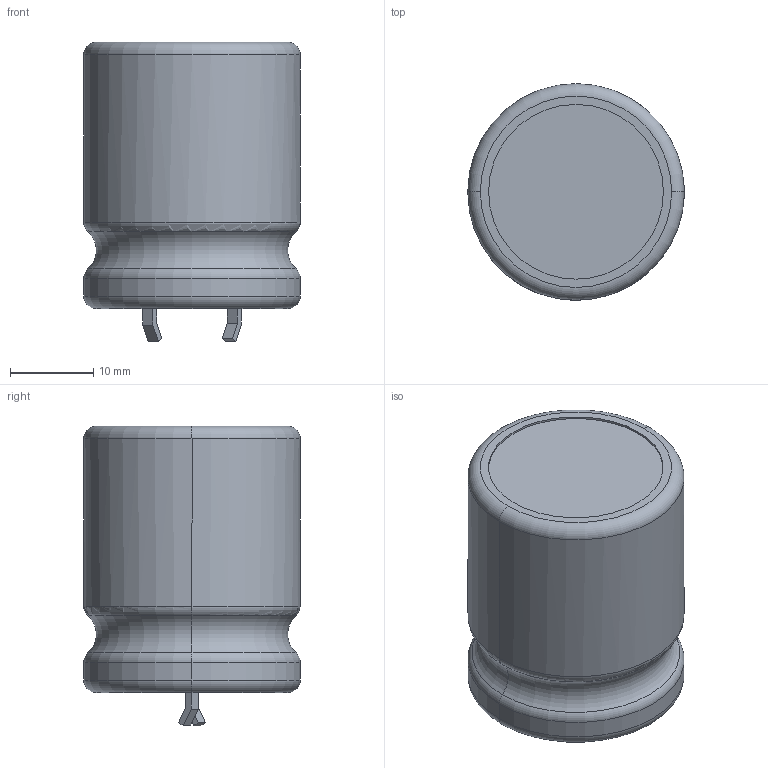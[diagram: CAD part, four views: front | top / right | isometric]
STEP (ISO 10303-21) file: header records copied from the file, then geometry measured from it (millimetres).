
FILE_DESCRIPTION((''),'2;1');
FILE_NAME('CAPPR1000-2600X3200.stp','2012-11-07T11:39:08',(''),(''),'Mechanical Desktop 2011','Mechanical Desktop 2011',', , ');
FILE_SCHEMA(('AUTOMOTIVE_DESIGN { 1 2 10303 214 1 1 1 1 }'));
Length unit declared in the file: millimetre
Products named in the file (1): Product
Bounding box: 26 x 26 x 36 mm (x, y, z)
Volume: 16307.3 mm3; surface area: 5208.8 mm2
Topology: 8 solids, 8 shells, 79 faces, 172 edges, 111 vertices
Faces by surface type: plane 40, cylinder 21, torus 10, bspline 8
Entity records: 2231 total; most frequent: DIRECTION 390, CARTESIAN_POINT 387, ORIENTED_EDGE 344, EDGE_CURVE 172, AXIS2_PLACEMENT_3D 146, VERTEX_POINT 111, VECTOR 98, LINE 98
